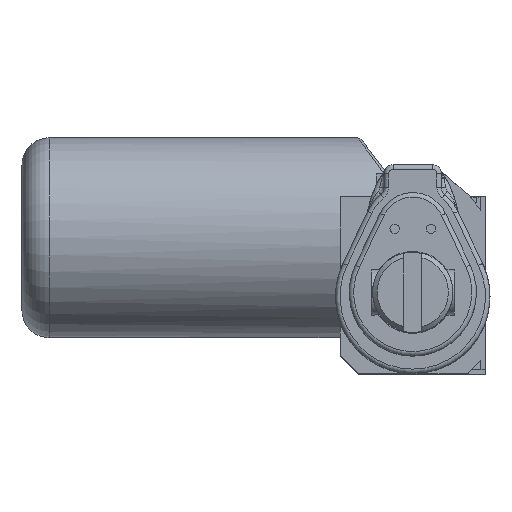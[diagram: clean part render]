
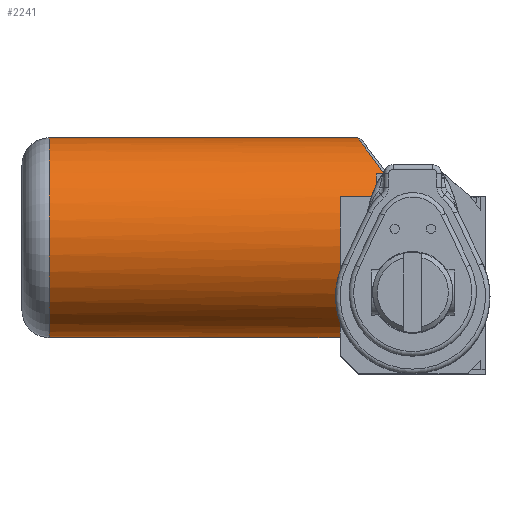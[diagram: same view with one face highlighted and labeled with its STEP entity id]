
A CAD part, top view. The second image highlights one B-rep face of the part: STEP entity #2241.
In plain terms, the highlighted cylindrical face has radius 34.925 mm (diameter 69.85 mm), a full revolution.
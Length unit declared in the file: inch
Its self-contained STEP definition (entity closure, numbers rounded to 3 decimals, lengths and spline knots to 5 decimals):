
#19=ELLIPSE($,#2454,2.01764,1.375);
#22=ELLIPSE($,#2460,1.69104,1.375);
#52=B_SPLINE_CURVE_WITH_KNOTS($,3,(#3989,#3990,#3991,#3992,#3993),
 .UNSPECIFIED.,.F.,.F.,(4,1,4),(0.,0.13616,0.3177),
 .UNSPECIFIED.);
#55=B_SPLINE_CURVE_WITH_KNOTS($,3,(#4084,#4085,#4086,#4087),
 .UNSPECIFIED.,.F.,.F.,(4,4),(2.46011,2.57616),
 .UNSPECIFIED.);
#103=FACE_BOUND($,#730,.T.);
#252=LINE($,#4090,#387);
#255=LINE($,#4100,#390);
#256=LINE($,#4104,#391);
#257=LINE($,#4108,#392);
#258=LINE($,#4111,#393);
#387=VECTOR($,#2899,0.73249);
#390=VECTOR($,#2910,0.15125);
#391=VECTOR($,#2913,1.875);
#392=VECTOR($,#2916,0.5);
#393=VECTOR($,#2919,0.10938);
#501=CYLINDRICAL_SURFACE($,#2465,1.375);
#584=FACE_OUTER_BOUND($,#729,.T.);
#729=EDGE_LOOP($,(#1796,#1797,#1798,#1799,#1800,#1801,#1802,#1803,#1804,
#1805,#1806,#1807));
#730=EDGE_LOOP($,(#1808));
#940=CIRCLE($,#2466,1.375);
#941=CIRCLE($,#2467,1.375);
#942=CIRCLE($,#2468,1.375);
#943=CIRCLE($,#2469,1.375);
#1080=VERTEX_POINT($,#3914);
#1082=VERTEX_POINT($,#3938);
#1083=VERTEX_POINT($,#3978);
#1086=VERTEX_POINT($,#3987);
#1087=VERTEX_POINT($,#4029);
#1089=VERTEX_POINT($,#4059);
#1093=VERTEX_POINT($,#4099);
#1094=VERTEX_POINT($,#4101);
#1095=VERTEX_POINT($,#4103);
#1096=VERTEX_POINT($,#4105);
#1097=VERTEX_POINT($,#4107);
#1098=VERTEX_POINT($,#4109);
#1099=VERTEX_POINT($,#4112);
#1345=EDGE_CURVE($,#1082,#1080,#19,.T.);
#1350=EDGE_CURVE($,#1086,#1083,#52,.T.);
#1353=EDGE_CURVE($,#1083,#1087,#22,.T.);
#1356=EDGE_CURVE($,#1087,#1089,#55,.T.);
#1358=EDGE_CURVE($,#1080,#1086,#252,.T.);
#1363=EDGE_CURVE($,#1093,#1082,#255,.T.);
#1364=EDGE_CURVE($,#1094,#1093,#940,.T.);
#1365=EDGE_CURVE($,#1094,#1095,#256,.T.);
#1366=EDGE_CURVE($,#1096,#1095,#941,.T.);
#1367=EDGE_CURVE($,#1097,#1096,#257,.T.);
#1368=EDGE_CURVE($,#1098,#1097,#942,.T.);
#1369=EDGE_CURVE($,#1089,#1098,#258,.T.);
#1370=EDGE_CURVE($,#1099,#1099,#943,.T.);
#1796=ORIENTED_EDGE($,*,*,#1356,.F.);
#1797=ORIENTED_EDGE($,*,*,#1353,.F.);
#1798=ORIENTED_EDGE($,*,*,#1350,.F.);
#1799=ORIENTED_EDGE($,*,*,#1358,.F.);
#1800=ORIENTED_EDGE($,*,*,#1345,.F.);
#1801=ORIENTED_EDGE($,*,*,#1363,.F.);
#1802=ORIENTED_EDGE($,*,*,#1364,.F.);
#1803=ORIENTED_EDGE($,*,*,#1365,.T.);
#1804=ORIENTED_EDGE($,*,*,#1366,.F.);
#1805=ORIENTED_EDGE($,*,*,#1367,.F.);
#1806=ORIENTED_EDGE($,*,*,#1368,.F.);
#1807=ORIENTED_EDGE($,*,*,#1369,.F.);
#1808=ORIENTED_EDGE($,*,*,#1370,.F.);
#2241=ADVANCED_FACE($,(#584,#103),#501,.T.);
#2454=AXIS2_PLACEMENT_3D($,#3951,#2882,#2883);
#2460=AXIS2_PLACEMENT_3D($,#4033,#2894,#2895);
#2465=AXIS2_PLACEMENT_3D($,#4098,#2908,#2909);
#2466=AXIS2_PLACEMENT_3D($,#4102,#2911,#2912);
#2467=AXIS2_PLACEMENT_3D($,#4106,#2914,#2915);
#2468=AXIS2_PLACEMENT_3D($,#4110,#2917,#2918);
#2469=AXIS2_PLACEMENT_3D($,#4113,#2920,#2921);
#2882=DIRECTION('center_axis',(0.681,0.732,0.));
#2883=DIRECTION('ref_axis',(-0.732,0.681,0.));
#2894=DIRECTION('center_axis',(0.813,0.582,0.));
#2895=DIRECTION('ref_axis',(-0.582,0.813,0.));
#2899=DIRECTION($,(-1.,0.,0.));
#2908=DIRECTION('center_axis',(-1.,0.,0.));
#2909=DIRECTION('ref_axis',(0.,0.,-1.));
#2910=DIRECTION($,(-1.,0.,0.));
#2911=DIRECTION('center_axis',(1.,0.,0.));
#2912=DIRECTION('ref_axis',(0.,0.209,-0.978));
#2913=DIRECTION($,(-1.,0.,0.));
#2914=DIRECTION('center_axis',(1.,0.,0.));
#2915=DIRECTION('ref_axis',(0.,0.,-1.));
#2916=DIRECTION($,(-1.,0.,0.));
#2917=DIRECTION('center_axis',(1.,0.,0.));
#2918=DIRECTION('ref_axis',(0.,0.409,-0.912));
#2919=DIRECTION($,(-1.,0.,0.));
#2920=DIRECTION('center_axis',(-1.,0.,0.));
#2921=DIRECTION('ref_axis',(0.,0.,-1.));
#3914=CARTESIAN_POINT('',(0.41374,1.41369,-4.14236));
#3938=CARTESIAN_POINT('',(0.72375,1.125,-4.31718));
#3951=CARTESIAN_POINT('Origin',(1.3278,0.5625,-3.0625));
#3978=CARTESIAN_POINT('',(-0.41875,1.46607,-4.09893));
#3987=CARTESIAN_POINT('',(-0.31875,1.41369,-4.14236));
#3989=CARTESIAN_POINT('Ctrl Pts',(-0.31875,1.41369,-4.14236));
#3990=CARTESIAN_POINT('Ctrl Pts',(-0.33662,1.41369,-4.14236));
#3991=CARTESIAN_POINT('Ctrl Pts',(-0.37809,1.42362,-4.13463));
#3992=CARTESIAN_POINT('Ctrl Pts',(-0.40703,1.44969,-4.11321));
#3993=CARTESIAN_POINT('Ctrl Pts',(-0.41875,1.46607,-4.09893));
#4029=CARTESIAN_POINT('',(-0.41875,1.46607,-2.02607));
#4033=CARTESIAN_POINT('Origin',(0.22813,0.5625,-3.0625));
#4059=CARTESIAN_POINT('',(-0.39062,1.4375,-2.00184));
#4084=CARTESIAN_POINT('Ctrl Pts',(-0.41875,1.46607,-2.02607));
#4085=CARTESIAN_POINT('Ctrl Pts',(-0.41125,1.4556,-2.01694));
#4086=CARTESIAN_POINT('Ctrl Pts',(-0.40191,1.44573,-2.00864));
#4087=CARTESIAN_POINT('Ctrl Pts',(-0.39064,1.43747,-2.00182));
#4090=CARTESIAN_POINT($,(-1.,1.41369,-4.14236));
#4098=CARTESIAN_POINT('Origin',(-1.,0.5625,-3.0625));
#4099=CARTESIAN_POINT('',(0.875,1.125,-4.31718));
#4100=CARTESIAN_POINT($,(-1.,1.125,-4.31718));
#4101=CARTESIAN_POINT('',(0.875,0.5625,-4.4375));
#4102=CARTESIAN_POINT('Origin',(0.875,0.5625,-3.0625));
#4103=CARTESIAN_POINT('',(-1.,0.5625,-4.4375));
#4104=CARTESIAN_POINT($,(-1.1875,0.5625,-4.4375));
#4105=CARTESIAN_POINT('',(-1.,1.125,-1.80782));
#4106=CARTESIAN_POINT('Origin',(-1.,0.5625,-3.0625));
#4107=CARTESIAN_POINT('',(-0.5,1.125,-1.80782));
#4108=CARTESIAN_POINT($,(-1.,1.125,-1.80782));
#4109=CARTESIAN_POINT('',(-0.5,1.4375,-2.00184));
#4110=CARTESIAN_POINT('Origin',(-0.5,0.5625,-3.0625));
#4111=CARTESIAN_POINT($,(-1.,1.4375,-2.00184));
#4112=CARTESIAN_POINT('',(-5.,0.5625,-1.6875));
#4113=CARTESIAN_POINT('Origin',(-5.,0.5625,-3.0625));
